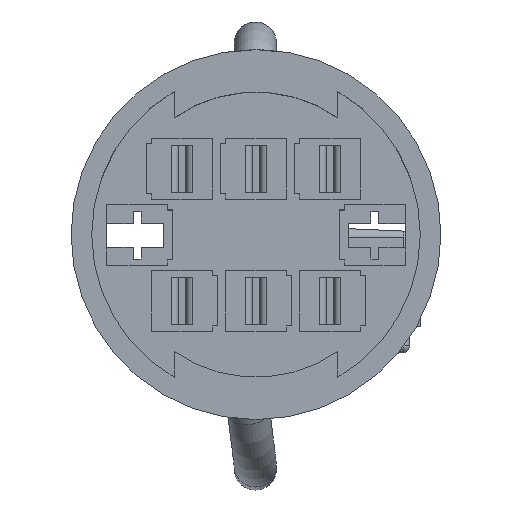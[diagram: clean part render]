
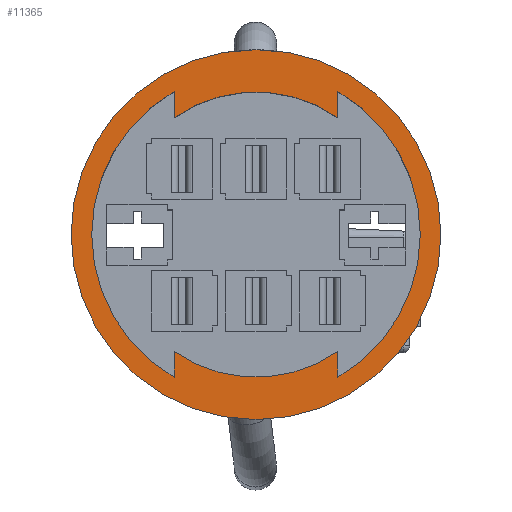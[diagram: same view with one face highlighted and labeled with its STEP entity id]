
A CAD part, top view. The second image highlights one B-rep face of the part: STEP entity #11365.
In plain terms, the highlighted planar face has unit normal (0, 0, 1).
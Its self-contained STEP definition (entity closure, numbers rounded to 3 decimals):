
#204=FACE_BOUND('',#1699,.T.);
#362=PLANE('',#12347);
#1072=FACE_OUTER_BOUND('',#1698,.T.);
#1698=EDGE_LOOP('',(#9126));
#1699=EDGE_LOOP('',(#9127,#9128,#9129,#9130,#9131,#9132,#9133,#9134));
#2392=CIRCLE('',#12348,7.);
#2393=CIRCLE('',#12349,5.4);
#2394=CIRCLE('',#12350,6.25);
#2395=CIRCLE('',#12351,5.4);
#2396=CIRCLE('',#12352,6.25);
#2907=LINE('',#19120,#4029);
#2908=LINE('',#19124,#4030);
#2909=LINE('',#19128,#4031);
#2910=LINE('',#19131,#4032);
#4029=VECTOR('',#14440,10.);
#4030=VECTOR('',#14443,10.);
#4031=VECTOR('',#14446,10.);
#4032=VECTOR('',#14449,10.);
#5281=VERTEX_POINT('',#19114);
#5282=VERTEX_POINT('',#19116);
#5283=VERTEX_POINT('',#19117);
#5284=VERTEX_POINT('',#19119);
#5285=VERTEX_POINT('',#19121);
#5286=VERTEX_POINT('',#19123);
#5287=VERTEX_POINT('',#19125);
#5288=VERTEX_POINT('',#19127);
#5289=VERTEX_POINT('',#19129);
#6694=EDGE_CURVE('',#5281,#5281,#2392,.T.);
#6695=EDGE_CURVE('',#5282,#5283,#2393,.T.);
#6696=EDGE_CURVE('',#5283,#5284,#2907,.T.);
#6697=EDGE_CURVE('',#5284,#5285,#2394,.T.);
#6698=EDGE_CURVE('',#5285,#5286,#2908,.T.);
#6699=EDGE_CURVE('',#5286,#5287,#2395,.T.);
#6700=EDGE_CURVE('',#5287,#5288,#2909,.T.);
#6701=EDGE_CURVE('',#5288,#5289,#2396,.T.);
#6702=EDGE_CURVE('',#5289,#5282,#2910,.T.);
#9126=ORIENTED_EDGE('',*,*,#6694,.F.);
#9127=ORIENTED_EDGE('',*,*,#6695,.T.);
#9128=ORIENTED_EDGE('',*,*,#6696,.T.);
#9129=ORIENTED_EDGE('',*,*,#6697,.T.);
#9130=ORIENTED_EDGE('',*,*,#6698,.T.);
#9131=ORIENTED_EDGE('',*,*,#6699,.T.);
#9132=ORIENTED_EDGE('',*,*,#6700,.T.);
#9133=ORIENTED_EDGE('',*,*,#6701,.T.);
#9134=ORIENTED_EDGE('',*,*,#6702,.T.);
#11365=ADVANCED_FACE('',(#1072,#204),#362,.T.);
#12347=AXIS2_PLACEMENT_3D('',#19113,#14434,#14435);
#12348=AXIS2_PLACEMENT_3D('',#19115,#14436,#14437);
#12349=AXIS2_PLACEMENT_3D('',#19118,#14438,#14439);
#12350=AXIS2_PLACEMENT_3D('',#19122,#14441,#14442);
#12351=AXIS2_PLACEMENT_3D('',#19126,#14444,#14445);
#12352=AXIS2_PLACEMENT_3D('',#19130,#14447,#14448);
#14434=DIRECTION('center_axis',(0.,0.,
1.));
#14435=DIRECTION('ref_axis',(0.,1.,0.));
#14436=DIRECTION('center_axis',(0.,0.,
-1.));
#14437=DIRECTION('ref_axis',(-1.,0.,0.));
#14438=DIRECTION('center_axis',(0.,0.,
-1.));
#14439=DIRECTION('ref_axis',(0.574,0.819,0.));
#14440=DIRECTION('',(0.,-1.,0.));
#14441=DIRECTION('center_axis',(0.,0.,
-1.));
#14442=DIRECTION('ref_axis',(0.501,-0.865,0.));
#14443=DIRECTION('',(0.,-1.,0.));
#14444=DIRECTION('center_axis',(0.,0.,
-1.));
#14445=DIRECTION('ref_axis',(-0.574,-0.819,0.));
#14446=DIRECTION('',(0.,1.,0.));
#14447=DIRECTION('center_axis',(0.,0.,
-1.));
#14448=DIRECTION('ref_axis',(-0.501,0.865,0.));
#14449=DIRECTION('',(0.,1.,0.));
#19113=CARTESIAN_POINT('Origin',(0.,0.,
24.));
#19114=CARTESIAN_POINT('',(0.,7.,24.));
#19115=CARTESIAN_POINT('Origin',(0.,0.,
24.));
#19116=CARTESIAN_POINT('',(3.1,-4.422,24.));
#19117=CARTESIAN_POINT('',(-3.1,-4.422,24.));
#19118=CARTESIAN_POINT('Origin',(0.,0.,
24.));
#19119=CARTESIAN_POINT('',(-3.1,-5.4,24.));
#19120=CARTESIAN_POINT('',(-3.1,-2.211,24.));
#19121=CARTESIAN_POINT('',(-3.1,5.418,24.));
#19122=CARTESIAN_POINT('Origin',(0.032,0.009,
24.));
#19123=CARTESIAN_POINT('',(-3.1,4.422,24.));
#19124=CARTESIAN_POINT('',(-3.1,2.709,24.));
#19125=CARTESIAN_POINT('',(3.1,4.422,24.));
#19126=CARTESIAN_POINT('Origin',(0.,0.,
24.));
#19127=CARTESIAN_POINT('',(3.1,5.418,24.));
#19128=CARTESIAN_POINT('',(3.1,2.211,24.));
#19129=CARTESIAN_POINT('',(3.1,-5.4,24.));
#19130=CARTESIAN_POINT('Origin',(-0.032,0.009,
24.));
#19131=CARTESIAN_POINT('',(3.1,-2.7,24.));
